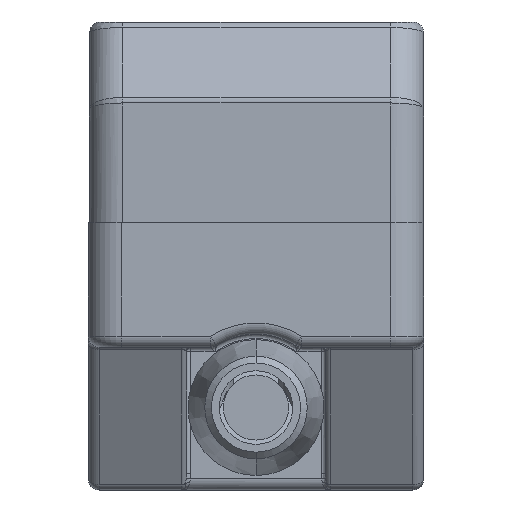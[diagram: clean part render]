
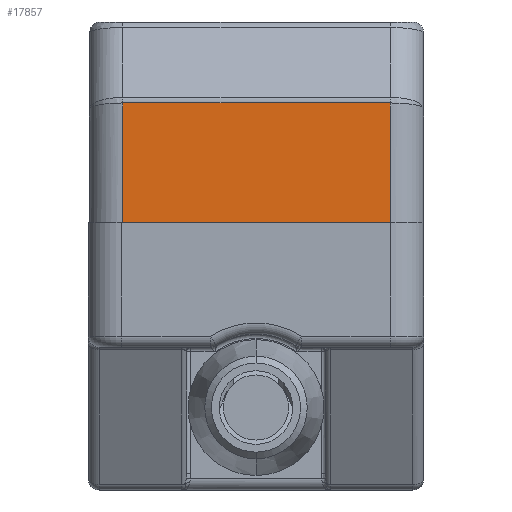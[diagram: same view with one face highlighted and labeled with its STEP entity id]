
A CAD part, front view. The second image highlights one B-rep face of the part: STEP entity #17857.
In plain terms, the highlighted planar face has unit normal (0, -1, 0).
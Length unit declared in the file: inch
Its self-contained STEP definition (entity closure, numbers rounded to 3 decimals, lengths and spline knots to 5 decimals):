
#1870=DIRECTION('',(0.,0.,-1.));
#1871=VECTOR('',#1870,0.21126);
#1872=CARTESIAN_POINT('',(0.23622,-0.67913,
0.21126));
#1873=LINE('',#1872,#1871);
#1878=DIRECTION('',(-1.,0.,0.));
#1879=VECTOR('',#1878,0.47244);
#1880=CARTESIAN_POINT('',(0.23622,-0.67913,0.));
#1881=LINE('',#1880,#1879);
#1891=DIRECTION('',(0.,0.,1.));
#1892=VECTOR('',#1891,0.21126);
#1893=CARTESIAN_POINT('',(-0.23622,-0.67913,0.));
#1894=LINE('',#1893,#1892);
#1895=CARTESIAN_POINT('',(-0.23622,-0.67913,
0.21126));
#2034=DIRECTION('',(-1.,0.,0.));
#2035=VECTOR('',#2034,0.47244);
#2036=CARTESIAN_POINT('',(0.23622,-0.67913,
0.21126));
#2037=LINE('',#2036,#2035);
#13947=VERTEX_POINT('',#1895);
#13950=CARTESIAN_POINT('',(0.23622,-0.67913,
0.21126));
#13951=VERTEX_POINT('',#13950);
#16326=CARTESIAN_POINT('',(0.23622,-0.67913,0.));
#16327=CARTESIAN_POINT('',(-0.23622,-0.67913,0.));
#16328=VERTEX_POINT('',#16326);
#16329=VERTEX_POINT('',#16327);
#17844=CARTESIAN_POINT('',(0.29528,-0.67913,0.));
#17845=DIRECTION('',(0.,-1.,0.));
#17846=DIRECTION('',(0.,0.,1.));
#17847=AXIS2_PLACEMENT_3D('',#17844,#17845,#17846);
#17848=PLANE('',#17847);
#17849=ORIENTED_EDGE('',*,*,#17365,.T.);
#17851=ORIENTED_EDGE('',*,*,#17850,.T.);
#17853=ORIENTED_EDGE('',*,*,#17852,.F.);
#17854=ORIENTED_EDGE('',*,*,#17837,.T.);
#17855=EDGE_LOOP('',(#17849,#17851,#17853,#17854));
#17856=FACE_OUTER_BOUND('',#17855,.F.);
#17857=ADVANCED_FACE('',(#17856),#17848,.T.);
#17365=EDGE_CURVE('',#16328,#16329,#1881,.T.);
#17837=EDGE_CURVE('',#13951,#16328,#1873,.T.);
#17850=EDGE_CURVE('',#16329,#13947,#1894,.T.);
#17852=EDGE_CURVE('',#13951,#13947,#2037,.T.);
